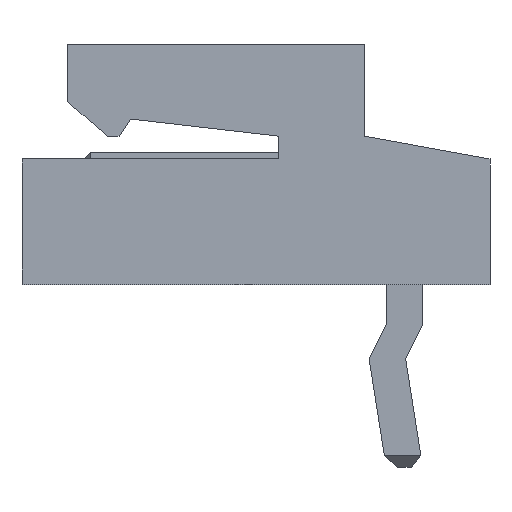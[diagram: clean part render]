
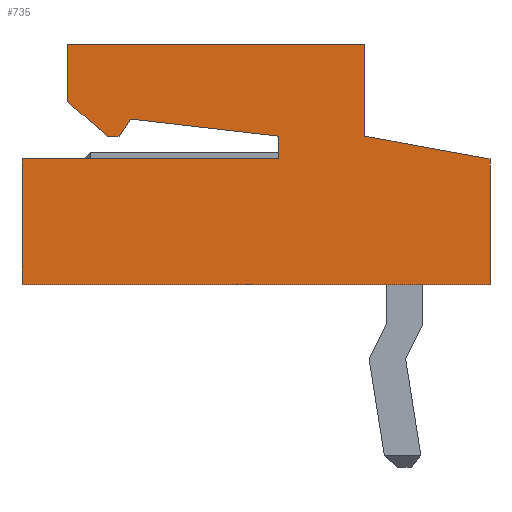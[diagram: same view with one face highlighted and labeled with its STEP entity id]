
A CAD part, left-side view. The second image highlights one B-rep face of the part: STEP entity #735.
In plain terms, the highlighted planar face has unit normal (-1, 0, 0).
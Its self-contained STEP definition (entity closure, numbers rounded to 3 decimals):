
#127 = VERTEX_POINT('',#128);
#128 = CARTESIAN_POINT('',(-2.5,2.2,2.6));
#134 = EDGE_CURVE('',#135,#127,#137,.T.);
#135 = VERTEX_POINT('',#136);
#136 = CARTESIAN_POINT('',(-2.5,2.2,2.2));
#137 = LINE('',#138,#139);
#138 = CARTESIAN_POINT('',(-2.5,2.2,2.2));
#139 = VECTOR('',#140,1.);
#140 = DIRECTION('',(0.,0.,1.));
#385 = VERTEX_POINT('',#386);
#386 = CARTESIAN_POINT('',(-2.5,6.7,2.2));
#477 = VERTEX_POINT('',#478);
#478 = CARTESIAN_POINT('',(-2.5,6.7,0.));
#484 = EDGE_CURVE('',#477,#485,#487,.T.);
#485 = VERTEX_POINT('',#486);
#486 = CARTESIAN_POINT('',(-2.5,6.7,0.4));
#487 = LINE('',#488,#489);
#488 = CARTESIAN_POINT('',(-2.5,6.7,0.));
#489 = VECTOR('',#490,1.);
#490 = DIRECTION('',(0.,0.,1.));
#492 = EDGE_CURVE('',#485,#385,#493,.T.);
#493 = LINE('',#494,#495);
#494 = CARTESIAN_POINT('',(-2.5,6.7,0.4));
#495 = VECTOR('',#496,1.);
#496 = DIRECTION('',(0.,0.,1.));
#715 = EDGE_CURVE('',#127,#716,#718,.T.);
#716 = VERTEX_POINT('',#717);
#717 = CARTESIAN_POINT('',(-2.5,4.8,2.9));
#718 = LINE('',#719,#720);
#719 = CARTESIAN_POINT('',(-2.5,2.2,2.6));
#720 = VECTOR('',#721,1.);
#721 = DIRECTION('',(0.,0.993,0.115));
#735 = ADVANCED_FACE('',(#736),#818,.F.);
#736 = FACE_BOUND('',#737,.T.);
#737 = EDGE_LOOP('',(#738,#748,#756,#764,#772,#780,#786,#787,#788,#794,
#795,#796,#804,#812));
#738 = ORIENTED_EDGE('',*,*,#739,.T.);
#739 = EDGE_CURVE('',#740,#742,#744,.T.);
#740 = VERTEX_POINT('',#741);
#741 = CARTESIAN_POINT('',(-2.5,0.7,2.6));
#742 = VERTEX_POINT('',#743);
#743 = CARTESIAN_POINT('',(-2.5,0.7,4.2));
#744 = LINE('',#745,#746);
#745 = CARTESIAN_POINT('',(-2.5,0.7,0.4));
#746 = VECTOR('',#747,1.);
#747 = DIRECTION('',(0.,0.,1.));
#748 = ORIENTED_EDGE('',*,*,#749,.T.);
#749 = EDGE_CURVE('',#742,#750,#752,.T.);
#750 = VERTEX_POINT('',#751);
#751 = CARTESIAN_POINT('',(-2.5,5.9,4.2));
#752 = LINE('',#753,#754);
#753 = CARTESIAN_POINT('',(-2.5,0.7,4.2));
#754 = VECTOR('',#755,1.);
#755 = DIRECTION('',(0.,1.,0.));
#756 = ORIENTED_EDGE('',*,*,#757,.F.);
#757 = EDGE_CURVE('',#758,#750,#760,.T.);
#758 = VERTEX_POINT('',#759);
#759 = CARTESIAN_POINT('',(-2.5,5.9,3.2));
#760 = LINE('',#761,#762);
#761 = CARTESIAN_POINT('',(-2.5,5.9,3.2));
#762 = VECTOR('',#763,1.);
#763 = DIRECTION('',(0.,0.,1.));
#764 = ORIENTED_EDGE('',*,*,#765,.F.);
#765 = EDGE_CURVE('',#766,#758,#768,.T.);
#766 = VERTEX_POINT('',#767);
#767 = CARTESIAN_POINT('',(-2.5,5.2,2.6));
#768 = LINE('',#769,#770);
#769 = CARTESIAN_POINT('',(-2.5,5.2,2.6));
#770 = VECTOR('',#771,1.);
#771 = DIRECTION('',(0.,0.759,0.651));
#772 = ORIENTED_EDGE('',*,*,#773,.F.);
#773 = EDGE_CURVE('',#774,#766,#776,.T.);
#774 = VERTEX_POINT('',#775);
#775 = CARTESIAN_POINT('',(-2.5,5.,2.6));
#776 = LINE('',#777,#778);
#777 = CARTESIAN_POINT('',(-2.5,5.,2.6));
#778 = VECTOR('',#779,1.);
#779 = DIRECTION('',(0.,1.,0.));
#780 = ORIENTED_EDGE('',*,*,#781,.F.);
#781 = EDGE_CURVE('',#716,#774,#782,.T.);
#782 = LINE('',#783,#784);
#783 = CARTESIAN_POINT('',(-2.5,4.8,2.9));
#784 = VECTOR('',#785,1.);
#785 = DIRECTION('',(0.,0.555,-0.832));
#786 = ORIENTED_EDGE('',*,*,#715,.F.);
#787 = ORIENTED_EDGE('',*,*,#134,.F.);
#788 = ORIENTED_EDGE('',*,*,#789,.F.);
#789 = EDGE_CURVE('',#385,#135,#790,.T.);
#790 = LINE('',#791,#792);
#791 = CARTESIAN_POINT('',(-2.5,6.7,2.2));
#792 = VECTOR('',#793,1.);
#793 = DIRECTION('',(0.,-1.,0.));
#794 = ORIENTED_EDGE('',*,*,#492,.F.);
#795 = ORIENTED_EDGE('',*,*,#484,.F.);
#796 = ORIENTED_EDGE('',*,*,#797,.F.);
#797 = EDGE_CURVE('',#798,#477,#800,.T.);
#798 = VERTEX_POINT('',#799);
#799 = CARTESIAN_POINT('',(-2.5,-1.5,0.));
#800 = LINE('',#801,#802);
#801 = CARTESIAN_POINT('',(-2.5,-1.5,0.));
#802 = VECTOR('',#803,1.);
#803 = DIRECTION('',(0.,1.,0.));
#804 = ORIENTED_EDGE('',*,*,#805,.F.);
#805 = EDGE_CURVE('',#806,#798,#808,.T.);
#806 = VERTEX_POINT('',#807);
#807 = CARTESIAN_POINT('',(-2.5,-1.5,2.2));
#808 = LINE('',#809,#810);
#809 = CARTESIAN_POINT('',(-2.5,-1.5,2.2));
#810 = VECTOR('',#811,1.);
#811 = DIRECTION('',(0.,0.,-1.));
#812 = ORIENTED_EDGE('',*,*,#813,.F.);
#813 = EDGE_CURVE('',#740,#806,#814,.T.);
#814 = LINE('',#815,#816);
#815 = CARTESIAN_POINT('',(-2.5,0.7,2.6));
#816 = VECTOR('',#817,1.);
#817 = DIRECTION('',(0.,-0.984,-0.179));
#818 = PLANE('',#819);
#819 = AXIS2_PLACEMENT_3D('',#820,#821,#822);
#820 = CARTESIAN_POINT('',(-2.5,0.7,2.6));
#821 = DIRECTION('',(1.,0.,0.));
#822 = DIRECTION('',(0.,0.,1.));
